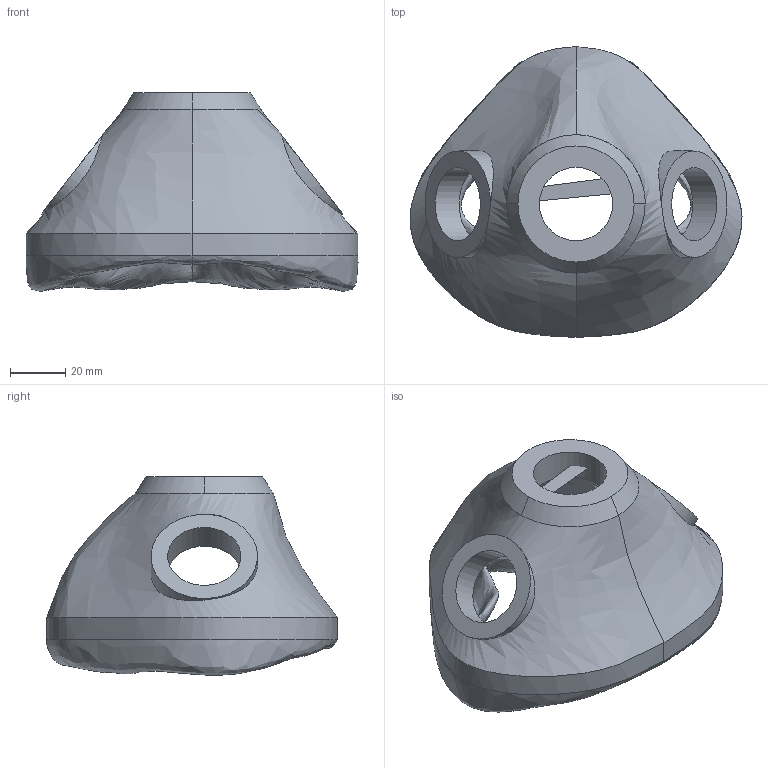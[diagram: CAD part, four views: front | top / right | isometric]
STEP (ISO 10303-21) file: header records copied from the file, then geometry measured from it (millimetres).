
FILE_DESCRIPTION(/* description */ (''),/* implementation_level */ '2;1');
FILE_NAME(/* name */ '5f03793f232bca14783f62b6',/* time_stamp */ '2020-07-06T19:19:27+00:00',/* author */ (''),/* organization */ (''),/* preprocessor_version */ 'ST-DEVELOPER v16.7',/* originating_system */ $,/* authorisation */ $);
FILE_SCHEMA (('AUTOMOTIVE_DESIGN {1 0 10303 214 3 1 1}'));
Length unit declared in the file: metre
Products named in the file (1): Silicone mask
Bounding box: 120.03 x 105.09 x 71.81 mm (x, y, z)
Volume: 98603.6 mm3; surface area: 53981.3 mm2
Topology: 1 solids, 1 shells, 77 faces, 191 edges, 120 vertices
Faces by surface type: plane 52, bspline 14, cylinder 10, cone 1
Full cylindrical faces by diameter (mm): 26.5 x3
Entity records: 9760 total; most frequent: CARTESIAN_POINT 8263, ORIENTED_EDGE 374, EDGE_CURVE 187, DIRECTION 171, B_SPLINE_CURVE_WITH_KNOTS 160, VERTEX_POINT 119, EDGE_LOOP 90, FACE_BOUND 90
